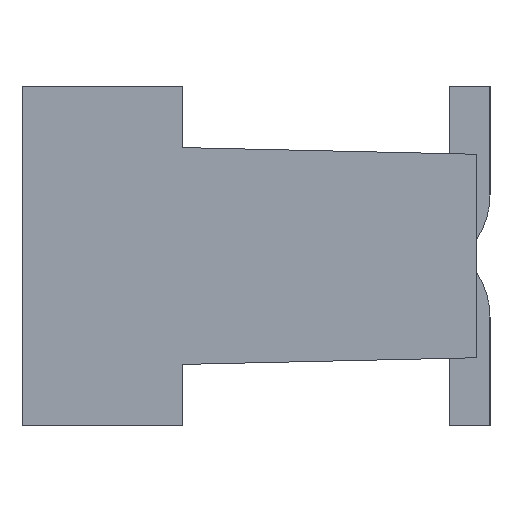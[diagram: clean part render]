
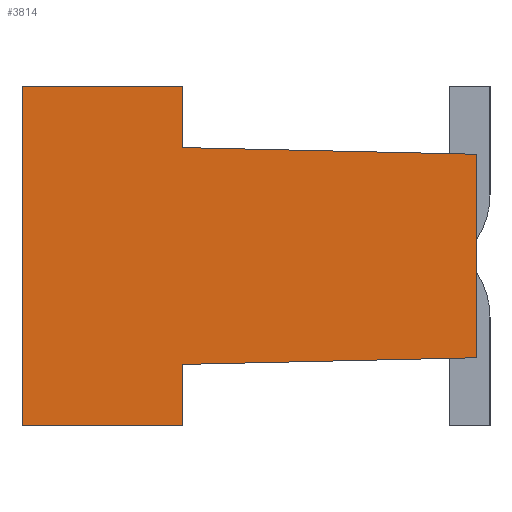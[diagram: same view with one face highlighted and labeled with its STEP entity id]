
A CAD part, left-side view. The second image highlights one B-rep face of the part: STEP entity #3814.
In plain terms, the highlighted planar face has unit normal (-1, 0, 0).
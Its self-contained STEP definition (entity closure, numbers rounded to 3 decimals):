
#67 = LINE ( 'NONE', #1973, #4331 ) ;
#74 = CARTESIAN_POINT ( 'NONE',  ( 1.25, 0., -0.75 ) ) ;
#79 = VERTEX_POINT ( 'NONE', #665 ) ;
#268 = CARTESIAN_POINT ( 'NONE',  ( 1.25, 3.35, 1.25 ) ) ;
#270 = EDGE_CURVE ( 'NONE', #3047, #4495, #4163, .T. ) ;
#414 = EDGE_CURVE ( 'NONE', #1638, #3881, #1808, .T. ) ;
#437 = CARTESIAN_POINT ( 'NONE',  ( 1.25, 3.35, -1.25 ) ) ;
#493 = CARTESIAN_POINT ( 'NONE',  ( 1.25, 2.17, -1.25 ) ) ;
#525 = CARTESIAN_POINT ( 'NONE',  ( 1.25, 1.085, 0.775 ) ) ;
#529 = PLANE ( 'NONE',  #4223 ) ;
#655 = CARTESIAN_POINT ( 'NONE',  ( 1.25, 1.675, 1.25 ) ) ;
#665 = CARTESIAN_POINT ( 'NONE',  ( 1.25, 2.17, -0.799 ) ) ;
#804 = DIRECTION ( 'NONE',  ( 0., 1., -0.023 ) ) ;
#889 = VERTEX_POINT ( 'NONE', #493 ) ;
#1031 = LINE ( 'NONE', #4494, #4289 ) ;
#1088 = ORIENTED_EDGE ( 'NONE', *, *, #414, .T. ) ;
#1147 = VERTEX_POINT ( 'NONE', #2752 ) ;
#1207 = CARTESIAN_POINT ( 'NONE',  ( 1.25, 0., -0.75 ) ) ;
#1419 = VERTEX_POINT ( 'NONE', #4359 ) ;
#1565 = VECTOR ( 'NONE', #2121, 1000. ) ;
#1576 = EDGE_CURVE ( 'NONE', #1638, #79, #2681, .T. ) ;
#1638 = VERTEX_POINT ( 'NONE', #1207 ) ;
#1661 = LINE ( 'NONE', #655, #2996 ) ;
#1737 = LINE ( 'NONE', #3201, #1565 ) ;
#1795 = EDGE_CURVE ( 'NONE', #1419, #3881, #4370, .T. ) ;
#1808 = LINE ( 'NONE', #3748, #2578 ) ;
#1825 = EDGE_CURVE ( 'NONE', #889, #3047, #1737, .T. ) ;
#1967 = DIRECTION ( 'NONE',  ( 0., 0., 1. ) ) ;
#1973 = CARTESIAN_POINT ( 'NONE',  ( 1.25, 2.17, 0. ) ) ;
#2121 = DIRECTION ( 'NONE',  ( 0., 1., 0. ) ) ;
#2295 = DIRECTION ( 'NONE',  ( 0., 0., -1. ) ) ;
#2515 = ORIENTED_EDGE ( 'NONE', *, *, #270, .F. ) ;
#2578 = VECTOR ( 'NONE', #1967, 1000. ) ;
#2664 = ORIENTED_EDGE ( 'NONE', *, *, #3424, .F. ) ;
#2681 = LINE ( 'NONE', #74, #4034 ) ;
#2752 = CARTESIAN_POINT ( 'NONE',  ( 1.25, 2.17, 1.25 ) ) ;
#2845 = ORIENTED_EDGE ( 'NONE', *, *, #1795, .F. ) ;
#2996 = VECTOR ( 'NONE', #3501, 1000. ) ;
#3047 = VERTEX_POINT ( 'NONE', #437 ) ;
#3062 = DIRECTION ( 'NONE',  ( 0., -1., -0.023 ) ) ;
#3183 = EDGE_CURVE ( 'NONE', #79, #889, #67, .T. ) ;
#3196 = VECTOR ( 'NONE', #3988, 1000. ) ;
#3201 = CARTESIAN_POINT ( 'NONE',  ( 1.25, 1.675, -1.25 ) ) ;
#3424 = EDGE_CURVE ( 'NONE', #4495, #1147, #1661, .T. ) ;
#3501 = DIRECTION ( 'NONE',  ( 0., -1., 0. ) ) ;
#3622 = CARTESIAN_POINT ( 'NONE',  ( 1.25, 3.35, 0. ) ) ;
#3635 = CARTESIAN_POINT ( 'NONE',  ( 1.25, 0., 0.75 ) ) ;
#3717 = DIRECTION ( 'NONE',  ( 1., 0., 0. ) ) ;
#3732 = DIRECTION ( 'NONE',  ( 0., 0., -1. ) ) ;
#3737 = ORIENTED_EDGE ( 'NONE', *, *, #1576, .F. ) ;
#3748 = CARTESIAN_POINT ( 'NONE',  ( 1.25, 0., 0. ) ) ;
#3775 = EDGE_CURVE ( 'NONE', #1147, #1419, #1031, .T. ) ;
#3814 = ADVANCED_FACE ( 'NONE', ( #4460 ), #529, .F. ) ;
#3874 = EDGE_LOOP ( 'NONE', ( #2515, #4053, #4060, #3737, #1088, #2845, #3896, #2664 ) ) ;
#3881 = VERTEX_POINT ( 'NONE', #3635 ) ;
#3896 = ORIENTED_EDGE ( 'NONE', *, *, #3775, .F. ) ;
#3988 = DIRECTION ( 'NONE',  ( 0., 0., 1. ) ) ;
#4034 = VECTOR ( 'NONE', #804, 1000. ) ;
#4053 = ORIENTED_EDGE ( 'NONE', *, *, #1825, .F. ) ;
#4060 = ORIENTED_EDGE ( 'NONE', *, *, #3183, .F. ) ;
#4095 = DIRECTION ( 'NONE',  ( 0., 0., -1. ) ) ;
#4163 = LINE ( 'NONE', #3622, #3196 ) ;
#4223 = AXIS2_PLACEMENT_3D ( 'NONE', #4459, #3717, #4095 ) ;
#4289 = VECTOR ( 'NONE', #3732, 1000. ) ;
#4331 = VECTOR ( 'NONE', #2295, 1000. ) ;
#4359 = CARTESIAN_POINT ( 'NONE',  ( 1.25, 2.17, 0.799 ) ) ;
#4370 = LINE ( 'NONE', #525, #4653 ) ;
#4459 = CARTESIAN_POINT ( 'NONE',  ( 1.25, 1.675, 0. ) ) ;
#4460 = FACE_OUTER_BOUND ( 'NONE', #3874, .T. ) ;
#4494 = CARTESIAN_POINT ( 'NONE',  ( 1.25, 2.17, 0. ) ) ;
#4495 = VERTEX_POINT ( 'NONE', #268 ) ;
#4653 = VECTOR ( 'NONE', #3062, 1000. ) ;
